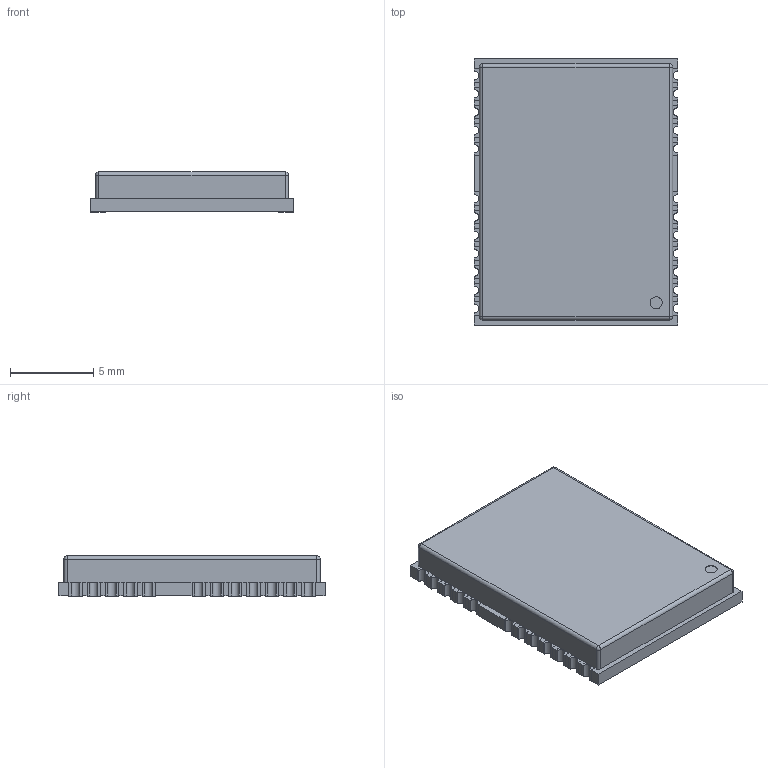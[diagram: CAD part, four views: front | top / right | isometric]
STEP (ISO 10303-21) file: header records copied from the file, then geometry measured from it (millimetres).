
FILE_DESCRIPTION (( 'STEP AP214' ), '1' );
FILE_NAME ('GPSM-SMD_24P-L16.0-W12.2-P1.10-BL.STEP', '2022-02-23T01:48:27', ( '微软用户' ), ( '微软中国' ), 'SwSTEP 2.0', 'SolidWorks 2017', '' );
FILE_SCHEMA (( 'AUTOMOTIVE_DESIGN' ));
Length unit declared in the file: millimetre
Products named in the file (1): GPSM-SMD_24P-L16.0-W12.2-P1.10-BL
Bounding box: 12.2 x 16 x 2.41 mm (x, y, z)
Volume: 439.8 mm3; surface area: 519 mm2
Topology: 1 solids, 1 shells, 384 faces, 1114 edges, 736 vertices
Faces by surface type: plane 320, cylinder 46, bspline 14, sphere 4
Entity records: 16761 total; most frequent: CARTESIAN_POINT 3029, ORIENTED_EDGE 2220, DIRECTION 1916, EDGE_CURVE 1110, VECTOR 990, LINE 990, VERTEX_POINT 736, AXIS2_PLACEMENT_3D 463
